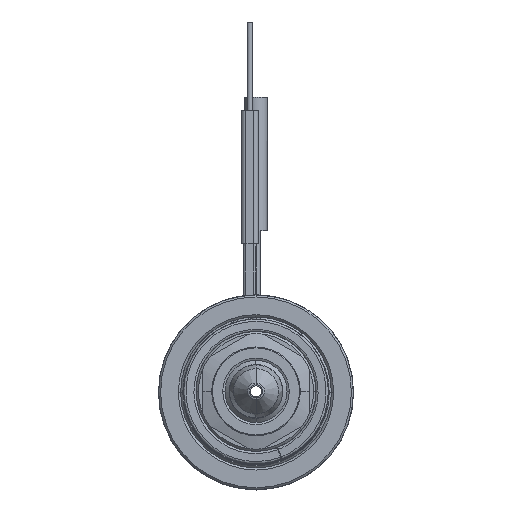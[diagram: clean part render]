
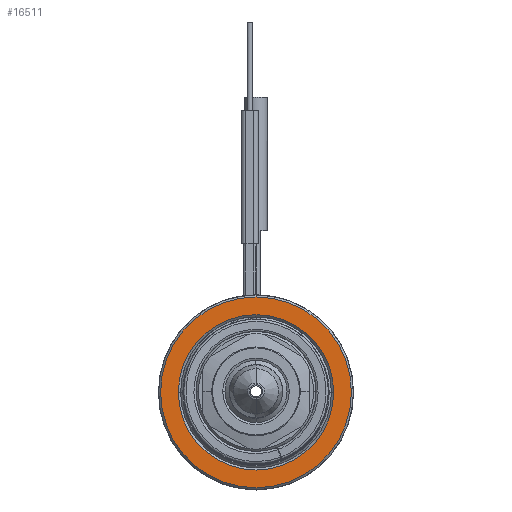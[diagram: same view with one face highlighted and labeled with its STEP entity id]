
A CAD part, top view. The second image highlights one B-rep face of the part: STEP entity #16511.
In plain terms, the highlighted planar face has unit normal (0, 0, 1).
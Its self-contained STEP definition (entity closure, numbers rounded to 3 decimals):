
#5891=CARTESIAN_POINT('',(0.,0.,
40.));
#5892=DIRECTION('',(0.,0.,-1.));
#5893=DIRECTION('',(1.,0.,0.));
#5894=AXIS2_PLACEMENT_3D('',#5891,#5892,#5893);
#5896=CARTESIAN_POINT('',(0.,0.,
40.));
#5897=DIRECTION('',(0.,0.,-1.));
#5898=DIRECTION('',(0.,-1.,0.));
#5899=AXIS2_PLACEMENT_3D('',#5896,#5897,#5898);
#5901=CARTESIAN_POINT('',(0.,0.,40.));
#5902=DIRECTION('',(0.,0.,-1.));
#5903=DIRECTION('',(-1.,0.,0.));
#5904=AXIS2_PLACEMENT_3D('',#5901,#5902,#5903);
#5906=CARTESIAN_POINT('',(0.,0.,40.));
#5907=DIRECTION('',(0.,0.,-1.));
#5908=DIRECTION('',(0.,1.,0.));
#5909=AXIS2_PLACEMENT_3D('',#5906,#5907,#5908);
#5911=CARTESIAN_POINT('',(0.,0.,
40.));
#5912=DIRECTION('',(0.,0.,1.));
#5913=DIRECTION('',(-1.,0.,0.));
#5914=AXIS2_PLACEMENT_3D('',#5911,#5912,#5913);
#5916=CARTESIAN_POINT('',(0.,0.,
40.));
#5917=DIRECTION('',(0.,0.,1.));
#5918=DIRECTION('',(0.,-1.,0.));
#5919=AXIS2_PLACEMENT_3D('',#5916,#5917,#5918);
#5921=CARTESIAN_POINT('',(0.,0.,
40.));
#5922=DIRECTION('',(0.,0.,1.));
#5923=DIRECTION('',(1.,0.,0.));
#5924=AXIS2_PLACEMENT_3D('',#5921,#5922,#5923);
#5926=CARTESIAN_POINT('',(0.,0.,
40.));
#5927=DIRECTION('',(0.,0.,1.));
#5928=DIRECTION('',(0.,1.,0.));
#5929=AXIS2_PLACEMENT_3D('',#5926,#5927,#5928);
#6402=CARTESIAN_POINT('',(0.,-17.5,
40.));
#6403=CARTESIAN_POINT('',(17.5,0.,
40.));
#6404=VERTEX_POINT('',#6402);
#6405=VERTEX_POINT('',#6403);
#6406=CARTESIAN_POINT('',(-17.5,0.,
40.));
#6407=VERTEX_POINT('',#6406);
#6408=CARTESIAN_POINT('',(21.5,0.,
40.));
#6409=CARTESIAN_POINT('',(0.,-21.5,
40.));
#6410=VERTEX_POINT('',#6408);
#6411=VERTEX_POINT('',#6409);
#6412=CARTESIAN_POINT('',(-21.5,0.,
40.));
#6413=VERTEX_POINT('',#6412);
#6414=CARTESIAN_POINT('',(0.,21.5,
40.));
#6415=VERTEX_POINT('',#6414);
#6416=CARTESIAN_POINT('',(0.,17.5,
40.));
#6417=VERTEX_POINT('',#6416);
#16490=CARTESIAN_POINT('',(0.,0.,40.));
#16491=DIRECTION('',(0.,0.,1.));
#16492=DIRECTION('',(-1.,0.,0.));
#16493=AXIS2_PLACEMENT_3D('',#16490,#16491,#16492);
#16494=PLANE('',#16493);
#16495=ORIENTED_EDGE('',*,*,#16470,.T.);
#16496=ORIENTED_EDGE('',*,*,#16468,.T.);
#16497=ORIENTED_EDGE('',*,*,#16449,.T.);
#16498=ORIENTED_EDGE('',*,*,#16447,.T.);
#16499=EDGE_LOOP('',(#16495,#16496,#16497,#16498));
#16500=FACE_OUTER_BOUND('',#16499,.F.);
#16502=ORIENTED_EDGE('',*,*,#16501,.T.);
#16504=ORIENTED_EDGE('',*,*,#16503,.T.);
#16506=ORIENTED_EDGE('',*,*,#16505,.T.);
#16508=ORIENTED_EDGE('',*,*,#16507,.T.);
#16509=EDGE_LOOP('',(#16502,#16504,#16506,#16508));
#16510=FACE_BOUND('',#16509,.F.);
#5895=CIRCLE('',#5894,21.5);
#5900=CIRCLE('',#5899,21.5);
#5905=CIRCLE('',#5904,21.5);
#5910=CIRCLE('',#5909,21.5);
#5915=CIRCLE('',#5914,17.5);
#5920=CIRCLE('',#5919,17.5);
#5925=CIRCLE('',#5924,17.5);
#5930=CIRCLE('',#5929,17.5);
#16447=EDGE_CURVE('',#6415,#6410,#5910,.T.);
#16449=EDGE_CURVE('',#6413,#6415,#5905,.T.);
#16468=EDGE_CURVE('',#6411,#6413,#5900,.T.);
#16470=EDGE_CURVE('',#6410,#6411,#5895,.T.);
#16501=EDGE_CURVE('',#6407,#6404,#5915,.T.);
#16503=EDGE_CURVE('',#6404,#6405,#5920,.T.);
#16505=EDGE_CURVE('',#6405,#6417,#5925,.T.);
#16507=EDGE_CURVE('',#6417,#6407,#5930,.T.);
#16511=ADVANCED_FACE('',(#16500,#16510),#16494,.T.);
